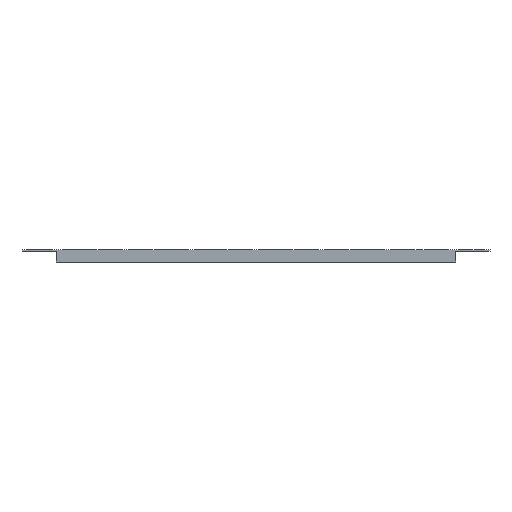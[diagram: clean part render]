
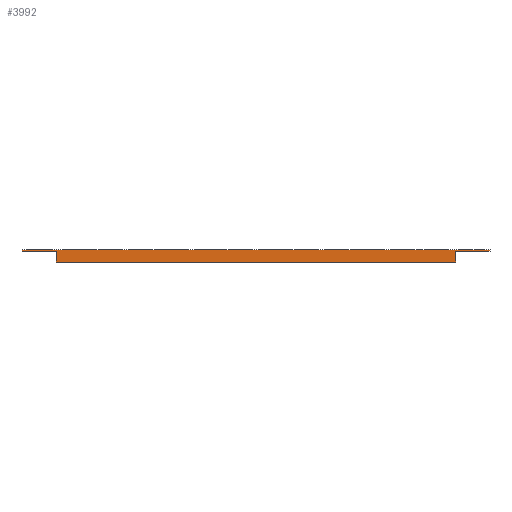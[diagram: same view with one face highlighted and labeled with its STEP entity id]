
A CAD part, front view. The second image highlights one B-rep face of the part: STEP entity #3992.
In plain terms, the highlighted planar face has unit normal (0, -1, 0).
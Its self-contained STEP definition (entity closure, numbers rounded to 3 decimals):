
#39 = EDGE_CURVE ( 'NONE', #5035, #6111, #1721, .T. ) ;
#119 = EDGE_CURVE ( 'NONE', #4770, #6823, #7596, .T. ) ;
#256 = DIRECTION ( 'NONE',  ( -1., 0., 0. ) ) ;
#312 = CARTESIAN_POINT ( 'NONE',  ( -272., -71., -1.5 ) ) ;
#689 = CARTESIAN_POINT ( 'NONE',  ( -232., -71., -1.5 ) ) ;
#695 = FACE_OUTER_BOUND ( 'NONE', #6692, .T. ) ;
#751 = CARTESIAN_POINT ( 'NONE',  ( -272., -71., -1.5 ) ) ;
#778 = VECTOR ( 'NONE', #5033, 1000. ) ;
#790 = VECTOR ( 'NONE', #3085, 1000. ) ;
#809 = ORIENTED_EDGE ( 'NONE', *, *, #5868, .T. ) ;
#866 = CARTESIAN_POINT ( 'NONE',  ( -272., -71., 0. ) ) ;
#1062 = CARTESIAN_POINT ( 'NONE',  ( 272., -71., -1.5 ) ) ;
#1231 = LINE ( 'NONE', #7428, #778 ) ;
#1355 = EDGE_CURVE ( 'NONE', #3590, #4770, #1231, .T. ) ;
#1363 = VERTEX_POINT ( 'NONE', #1464 ) ;
#1464 = CARTESIAN_POINT ( 'NONE',  ( -232., -71., -1.5 ) ) ;
#1652 = AXIS2_PLACEMENT_3D ( 'NONE', #312, #5026, #6313 ) ;
#1721 = LINE ( 'NONE', #2358, #2456 ) ;
#1913 = VERTEX_POINT ( 'NONE', #7262 ) ;
#2104 = PLANE ( 'NONE',  #1652 ) ;
#2279 = LINE ( 'NONE', #689, #5823 ) ;
#2358 = CARTESIAN_POINT ( 'NONE',  ( -272., -71., -1.5 ) ) ;
#2456 = VECTOR ( 'NONE', #2977, 1000. ) ;
#2799 = DIRECTION ( 'NONE',  ( 0., 0., -1. ) ) ;
#2922 = VECTOR ( 'NONE', #2799, 1000. ) ;
#2977 = DIRECTION ( 'NONE',  ( 1., 0., 0. ) ) ;
#3066 = VECTOR ( 'NONE', #3195, 1000. ) ;
#3085 = DIRECTION ( 'NONE',  ( 1., 0., 0. ) ) ;
#3195 = DIRECTION ( 'NONE',  ( 1., 0., 0. ) ) ;
#3252 = CARTESIAN_POINT ( 'NONE',  ( 272., -71., -1.5 ) ) ;
#3365 = DIRECTION ( 'NONE',  ( 0., 0., 1. ) ) ;
#3430 = ORIENTED_EDGE ( 'NONE', *, *, #6504, .F. ) ;
#3590 = VERTEX_POINT ( 'NONE', #751 ) ;
#3637 = EDGE_CURVE ( 'NONE', #6111, #6823, #5090, .T. ) ;
#3698 = DIRECTION ( 'NONE',  ( 0., 0., -1. ) ) ;
#3771 = CARTESIAN_POINT ( 'NONE',  ( -272., -71., -1.5 ) ) ;
#3992 = ADVANCED_FACE ( 'NONE', ( #695 ), #2104, .T. ) ;
#4142 = LINE ( 'NONE', #5002, #4877 ) ;
#4551 = ORIENTED_EDGE ( 'NONE', *, *, #3637, .T. ) ;
#4599 = CARTESIAN_POINT ( 'NONE',  ( 232., -71., -1.5 ) ) ;
#4606 = CARTESIAN_POINT ( 'NONE',  ( 232., -71., -1.5 ) ) ;
#4712 = VECTOR ( 'NONE', #3365, 1000. ) ;
#4770 = VERTEX_POINT ( 'NONE', #866 ) ;
#4831 = CARTESIAN_POINT ( 'NONE',  ( 272., -71., 0. ) ) ;
#4877 = VECTOR ( 'NONE', #256, 1000. ) ;
#5002 = CARTESIAN_POINT ( 'NONE',  ( 286.841, -71., -14. ) ) ;
#5026 = DIRECTION ( 'NONE',  ( 0., -1., 0. ) ) ;
#5033 = DIRECTION ( 'NONE',  ( 0., 0., 1. ) ) ;
#5035 = VERTEX_POINT ( 'NONE', #4599 ) ;
#5090 = LINE ( 'NONE', #3252, #4712 ) ;
#5117 = ORIENTED_EDGE ( 'NONE', *, *, #7707, .F. ) ;
#5263 = LINE ( 'NONE', #4606, #2922 ) ;
#5659 = ORIENTED_EDGE ( 'NONE', *, *, #6448, .T. ) ;
#5683 = LINE ( 'NONE', #3771, #3066 ) ;
#5823 = VECTOR ( 'NONE', #3698, 1000. ) ;
#5868 = EDGE_CURVE ( 'NONE', #3590, #1363, #5683, .T. ) ;
#5981 = CARTESIAN_POINT ( 'NONE',  ( -232., -71., -14. ) ) ;
#6098 = CARTESIAN_POINT ( 'NONE',  ( -272., -71., 0. ) ) ;
#6111 = VERTEX_POINT ( 'NONE', #1062 ) ;
#6264 = VERTEX_POINT ( 'NONE', #5981 ) ;
#6313 = DIRECTION ( 'NONE',  ( 0., 0., -1. ) ) ;
#6448 = EDGE_CURVE ( 'NONE', #1363, #6264, #2279, .T. ) ;
#6486 = ORIENTED_EDGE ( 'NONE', *, *, #39, .T. ) ;
#6504 = EDGE_CURVE ( 'NONE', #5035, #1913, #5263, .T. ) ;
#6692 = EDGE_LOOP ( 'NONE', ( #7574, #6814, #809, #5659, #5117, #3430, #6486, #4551 ) ) ;
#6814 = ORIENTED_EDGE ( 'NONE', *, *, #1355, .F. ) ;
#6823 = VERTEX_POINT ( 'NONE', #4831 ) ;
#7262 = CARTESIAN_POINT ( 'NONE',  ( 232., -71., -14. ) ) ;
#7428 = CARTESIAN_POINT ( 'NONE',  ( -272., -71., -1.5 ) ) ;
#7574 = ORIENTED_EDGE ( 'NONE', *, *, #119, .F. ) ;
#7596 = LINE ( 'NONE', #6098, #790 ) ;
#7707 = EDGE_CURVE ( 'NONE', #1913, #6264, #4142, .T. ) ;
